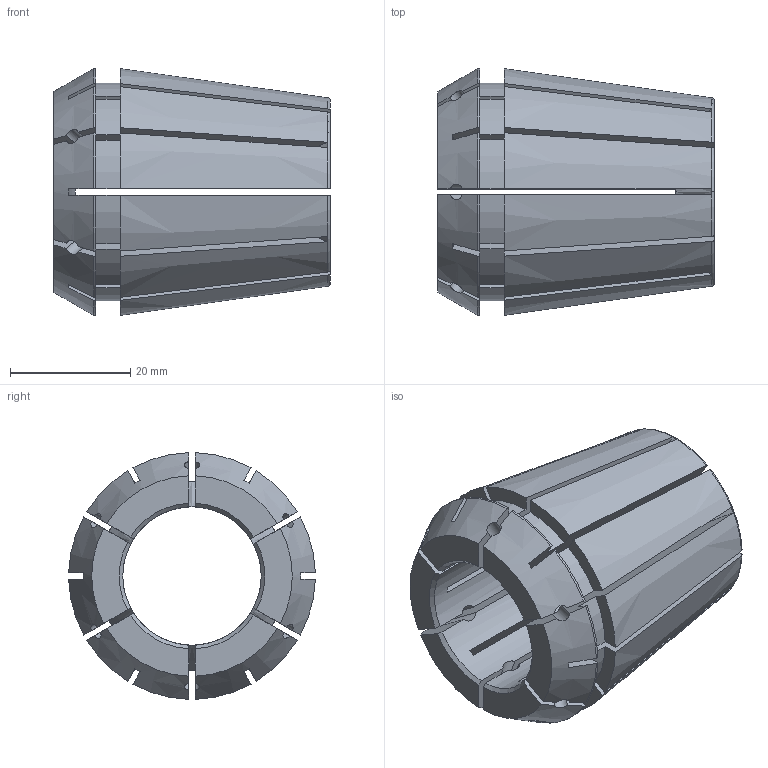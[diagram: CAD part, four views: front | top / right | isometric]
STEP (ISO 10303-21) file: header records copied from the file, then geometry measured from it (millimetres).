
FILE_DESCRIPTION (( 'STEP AP203' ), '1' );
FILE_NAME ('ER40C-¦Õ23-29.STEP', '2023-07-10T09:39:52', ( '' ), ( '' ), 'SwSTEP 2.0', 'SolidWorks 2012', '' );
FILE_SCHEMA (( 'CONFIG_CONTROL_DESIGN' ));
Length unit declared in the file: millimetre
Products named in the file (1): ER40C-耳23-29
Bounding box: 46 x 40.99 x 40.99 mm (x, y, z)
Volume: 25101.1 mm3; surface area: 15981.8 mm2
Topology: 1 solids, 1 shells, 155 faces, 463 edges, 308 vertices
Faces by surface type: plane 72, cylinder 50, cone 26, torus 7
Entity records: 5785 total; most frequent: CARTESIAN_POINT 1692, ORIENTED_EDGE 926, DIRECTION 760, EDGE_CURVE 463, VERTEX_POINT 308, AXIS2_PLACEMENT_3D 288, VECTOR 184, LINE 184
